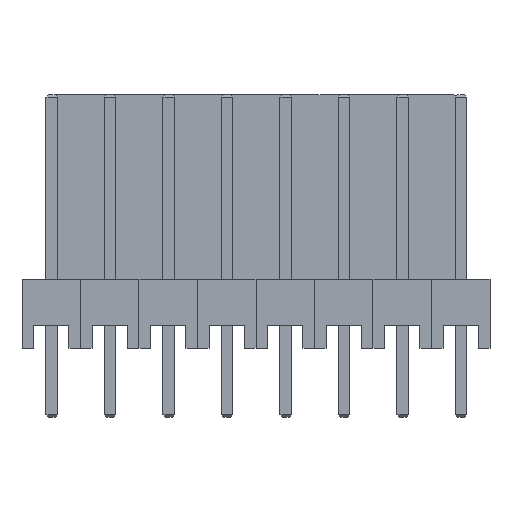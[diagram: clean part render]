
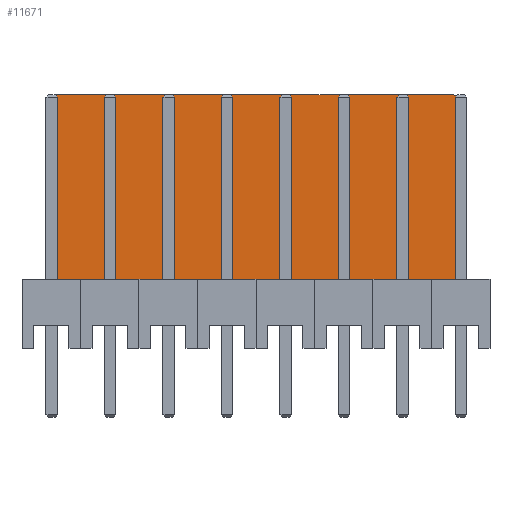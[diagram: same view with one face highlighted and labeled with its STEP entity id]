
A CAD part, front view. The second image highlights one B-rep face of the part: STEP entity #11671.
In plain terms, the highlighted face is planar.
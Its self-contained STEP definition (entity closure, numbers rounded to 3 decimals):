
#11321 = PLANE('',#11322);
#11322 = AXIS2_PLACEMENT_3D('',#11323,#11324,#11325);
#11323 = CARTESIAN_POINT('',(18.98,3.,0.));
#11324 = DIRECTION('',(-1.,0.,0.));
#11325 = DIRECTION('',(0.,1.,0.));
#11346 = VERTEX_POINT('',#11347);
#11347 = CARTESIAN_POINT('',(18.98,3.,1.));
#11361 = PLANE('',#11362);
#11362 = AXIS2_PLACEMENT_3D('',#11363,#11364,#11365);
#11363 = CARTESIAN_POINT('',(1.2,3.,0.));
#11364 = DIRECTION('',(0.,1.,0.));
#11365 = DIRECTION('',(1.,0.,0.));
#11373 = EDGE_CURVE('',#11346,#11374,#11376,.T.);
#11374 = VERTEX_POINT('',#11375);
#11375 = CARTESIAN_POINT('',(18.98,10.7,1.));
#11376 = SURFACE_CURVE('',#11377,(#11381,#11388),.PCURVE_S1.);
#11377 = LINE('',#11378,#11379);
#11378 = CARTESIAN_POINT('',(18.98,3.,1.));
#11379 = VECTOR('',#11380,1.);
#11380 = DIRECTION('',(0.,1.,0.));
#11381 = PCURVE('',#11321,#11382);
#11382 = DEFINITIONAL_REPRESENTATION('',(#11383),#11387);
#11383 = LINE('',#11384,#11385);
#11384 = CARTESIAN_POINT('',(0.,-1.));
#11385 = VECTOR('',#11386,1.);
#11386 = DIRECTION('',(1.,0.));
#11387 = ( GEOMETRIC_REPRESENTATION_CONTEXT(2) 
PARAMETRIC_REPRESENTATION_CONTEXT() REPRESENTATION_CONTEXT('2D SPACE',''
  ) );
#11388 = PCURVE('',#11389,#11394);
#11389 = PLANE('',#11390);
#11390 = AXIS2_PLACEMENT_3D('',#11391,#11392,#11393);
#11391 = CARTESIAN_POINT('',(18.98,3.,1.));
#11392 = DIRECTION('',(0.,0.,-1.));
#11393 = DIRECTION('',(0.,1.,0.));
#11394 = DEFINITIONAL_REPRESENTATION('',(#11395),#11399);
#11395 = LINE('',#11396,#11397);
#11396 = CARTESIAN_POINT('',(0.,0.));
#11397 = VECTOR('',#11398,1.);
#11398 = DIRECTION('',(1.,0.));
#11399 = ( GEOMETRIC_REPRESENTATION_CONTEXT(2) 
PARAMETRIC_REPRESENTATION_CONTEXT() REPRESENTATION_CONTEXT('2D SPACE',''
  ) );
#11415 = CYLINDRICAL_SURFACE('',#11416,0.3);
#11416 = AXIS2_PLACEMENT_3D('',#11417,#11418,#11419);
#11417 = CARTESIAN_POINT('',(18.68,10.7,0.));
#11418 = DIRECTION('',(0.,0.,1.));
#11419 = DIRECTION('',(1.,0.,-0.));
#11470 = PLANE('',#11471);
#11471 = AXIS2_PLACEMENT_3D('',#11472,#11473,#11474);
#11472 = CARTESIAN_POINT('',(1.2,11.,0.));
#11473 = DIRECTION('',(1.,0.,0.));
#11474 = DIRECTION('',(0.,-1.,0.));
#11503 = CYLINDRICAL_SURFACE('',#11504,0.3);
#11504 = AXIS2_PLACEMENT_3D('',#11505,#11506,#11507);
#11505 = CARTESIAN_POINT('',(1.5,10.7,0.));
#11506 = DIRECTION('',(0.,0.,1.));
#11507 = DIRECTION('',(-0.,1.,0.));
#11531 = PLANE('',#11532);
#11532 = AXIS2_PLACEMENT_3D('',#11533,#11534,#11535);
#11533 = CARTESIAN_POINT('',(18.98,11.,0.));
#11534 = DIRECTION('',(0.,-1.,0.));
#11535 = DIRECTION('',(-1.,0.,0.));
#11574 = VERTEX_POINT('',#11575);
#11575 = CARTESIAN_POINT('',(18.68,11.,1.));
#11596 = EDGE_CURVE('',#11374,#11574,#11597,.T.);
#11597 = SURFACE_CURVE('',#11598,(#11603,#11610),.PCURVE_S1.);
#11598 = CIRCLE('',#11599,0.3);
#11599 = AXIS2_PLACEMENT_3D('',#11600,#11601,#11602);
#11600 = CARTESIAN_POINT('',(18.68,10.7,1.));
#11601 = DIRECTION('',(0.,0.,1.));
#11602 = DIRECTION('',(0.,-1.,0.));
#11603 = PCURVE('',#11415,#11604);
#11604 = DEFINITIONAL_REPRESENTATION('',(#11605),#11609);
#11605 = LINE('',#11606,#11607);
#11606 = CARTESIAN_POINT('',(-1.571,1.));
#11607 = VECTOR('',#11608,1.);
#11608 = DIRECTION('',(1.,0.));
#11609 = ( GEOMETRIC_REPRESENTATION_CONTEXT(2) 
PARAMETRIC_REPRESENTATION_CONTEXT() REPRESENTATION_CONTEXT('2D SPACE',''
  ) );
#11610 = PCURVE('',#11389,#11611);
#11611 = DEFINITIONAL_REPRESENTATION('',(#11612),#11620);
#11612 = ( BOUNDED_CURVE() B_SPLINE_CURVE(2,(#11613,#11614,#11615,#11616
    ,#11617,#11618,#11619),.UNSPECIFIED.,.F.,.F.) 
B_SPLINE_CURVE_WITH_KNOTS((1,2,2,2,2,1),(-2.094,0.,
    2.094,4.189,6.283,8.378),
.UNSPECIFIED.) CURVE() GEOMETRIC_REPRESENTATION_ITEM() 
RATIONAL_B_SPLINE_CURVE((1.,0.5,1.,0.5,1.,0.5,1.)) REPRESENTATION_ITEM(
  '') );
#11613 = CARTESIAN_POINT('',(7.4,-0.3));
#11614 = CARTESIAN_POINT('',(7.4,0.22));
#11615 = CARTESIAN_POINT('',(7.85,-0.04));
#11616 = CARTESIAN_POINT('',(8.3,-0.3));
#11617 = CARTESIAN_POINT('',(7.85,-0.56));
#11618 = CARTESIAN_POINT('',(7.4,-0.82));
#11619 = CARTESIAN_POINT('',(7.4,-0.3));
#11620 = ( GEOMETRIC_REPRESENTATION_CONTEXT(2) 
PARAMETRIC_REPRESENTATION_CONTEXT() REPRESENTATION_CONTEXT('2D SPACE',''
  ) );
#11627 = VERTEX_POINT('',#11628);
#11628 = CARTESIAN_POINT('',(1.2,3.,1.));
#11649 = EDGE_CURVE('',#11627,#11346,#11650,.T.);
#11650 = SURFACE_CURVE('',#11651,(#11655,#11662),.PCURVE_S1.);
#11651 = LINE('',#11652,#11653);
#11652 = CARTESIAN_POINT('',(1.2,3.,1.));
#11653 = VECTOR('',#11654,1.);
#11654 = DIRECTION('',(1.,0.,0.));
#11655 = PCURVE('',#11361,#11656);
#11656 = DEFINITIONAL_REPRESENTATION('',(#11657),#11661);
#11657 = LINE('',#11658,#11659);
#11658 = CARTESIAN_POINT('',(0.,-1.));
#11659 = VECTOR('',#11660,1.);
#11660 = DIRECTION('',(1.,0.));
#11661 = ( GEOMETRIC_REPRESENTATION_CONTEXT(2) 
PARAMETRIC_REPRESENTATION_CONTEXT() REPRESENTATION_CONTEXT('2D SPACE',''
  ) );
#11662 = PCURVE('',#11389,#11663);
#11663 = DEFINITIONAL_REPRESENTATION('',(#11664),#11668);
#11664 = LINE('',#11665,#11666);
#11665 = CARTESIAN_POINT('',(0.,-17.78));
#11666 = VECTOR('',#11667,1.);
#11667 = DIRECTION('',(0.,1.));
#11668 = ( GEOMETRIC_REPRESENTATION_CONTEXT(2) 
PARAMETRIC_REPRESENTATION_CONTEXT() REPRESENTATION_CONTEXT('2D SPACE',''
  ) );
#11671 = ADVANCED_FACE('',(#11672),#11389,.F.);
#11672 = FACE_BOUND('',#11673,.F.);
#11673 = EDGE_LOOP('',(#11674,#11675,#11676,#11699,#11727,#11748));
#11674 = ORIENTED_EDGE('',*,*,#11373,.F.);
#11675 = ORIENTED_EDGE('',*,*,#11649,.F.);
#11676 = ORIENTED_EDGE('',*,*,#11677,.F.);
#11677 = EDGE_CURVE('',#11678,#11627,#11680,.T.);
#11678 = VERTEX_POINT('',#11679);
#11679 = CARTESIAN_POINT('',(1.2,10.7,1.));
#11680 = SURFACE_CURVE('',#11681,(#11685,#11692),.PCURVE_S1.);
#11681 = LINE('',#11682,#11683);
#11682 = CARTESIAN_POINT('',(1.2,11.,1.));
#11683 = VECTOR('',#11684,1.);
#11684 = DIRECTION('',(0.,-1.,0.));
#11685 = PCURVE('',#11389,#11686);
#11686 = DEFINITIONAL_REPRESENTATION('',(#11687),#11691);
#11687 = LINE('',#11688,#11689);
#11688 = CARTESIAN_POINT('',(8.,-17.78));
#11689 = VECTOR('',#11690,1.);
#11690 = DIRECTION('',(-1.,0.));
#11691 = ( GEOMETRIC_REPRESENTATION_CONTEXT(2) 
PARAMETRIC_REPRESENTATION_CONTEXT() REPRESENTATION_CONTEXT('2D SPACE',''
  ) );
#11692 = PCURVE('',#11470,#11693);
#11693 = DEFINITIONAL_REPRESENTATION('',(#11694),#11698);
#11694 = LINE('',#11695,#11696);
#11695 = CARTESIAN_POINT('',(0.,-1.));
#11696 = VECTOR('',#11697,1.);
#11697 = DIRECTION('',(1.,0.));
#11698 = ( GEOMETRIC_REPRESENTATION_CONTEXT(2) 
PARAMETRIC_REPRESENTATION_CONTEXT() REPRESENTATION_CONTEXT('2D SPACE',''
  ) );
#11699 = ORIENTED_EDGE('',*,*,#11700,.F.);
#11700 = EDGE_CURVE('',#11701,#11678,#11703,.T.);
#11701 = VERTEX_POINT('',#11702);
#11702 = CARTESIAN_POINT('',(1.5,11.,1.));
#11703 = SURFACE_CURVE('',#11704,(#11709,#11720),.PCURVE_S1.);
#11704 = CIRCLE('',#11705,0.3);
#11705 = AXIS2_PLACEMENT_3D('',#11706,#11707,#11708);
#11706 = CARTESIAN_POINT('',(1.5,10.7,1.));
#11707 = DIRECTION('',(0.,0.,1.));
#11708 = DIRECTION('',(0.,-1.,0.));
#11709 = PCURVE('',#11389,#11710);
#11710 = DEFINITIONAL_REPRESENTATION('',(#11711),#11719);
#11711 = ( BOUNDED_CURVE() B_SPLINE_CURVE(2,(#11712,#11713,#11714,#11715
    ,#11716,#11717,#11718),.UNSPECIFIED.,.F.,.F.) 
B_SPLINE_CURVE_WITH_KNOTS((1,2,2,2,2,1),(-2.094,0.,
    2.094,4.189,6.283,8.378),
.UNSPECIFIED.) CURVE() GEOMETRIC_REPRESENTATION_ITEM() 
RATIONAL_B_SPLINE_CURVE((1.,0.5,1.,0.5,1.,0.5,1.)) REPRESENTATION_ITEM(
  '') );
#11712 = CARTESIAN_POINT('',(7.4,-17.48));
#11713 = CARTESIAN_POINT('',(7.4,-16.96));
#11714 = CARTESIAN_POINT('',(7.85,-17.22));
#11715 = CARTESIAN_POINT('',(8.3,-17.48));
#11716 = CARTESIAN_POINT('',(7.85,-17.74));
#11717 = CARTESIAN_POINT('',(7.4,-18.));
#11718 = CARTESIAN_POINT('',(7.4,-17.48));
#11719 = ( GEOMETRIC_REPRESENTATION_CONTEXT(2) 
PARAMETRIC_REPRESENTATION_CONTEXT() REPRESENTATION_CONTEXT('2D SPACE',''
  ) );
#11720 = PCURVE('',#11503,#11721);
#11721 = DEFINITIONAL_REPRESENTATION('',(#11722),#11726);
#11722 = LINE('',#11723,#11724);
#11723 = CARTESIAN_POINT('',(-3.142,1.));
#11724 = VECTOR('',#11725,1.);
#11725 = DIRECTION('',(1.,0.));
#11726 = ( GEOMETRIC_REPRESENTATION_CONTEXT(2) 
PARAMETRIC_REPRESENTATION_CONTEXT() REPRESENTATION_CONTEXT('2D SPACE',''
  ) );
#11727 = ORIENTED_EDGE('',*,*,#11728,.F.);
#11728 = EDGE_CURVE('',#11574,#11701,#11729,.T.);
#11729 = SURFACE_CURVE('',#11730,(#11734,#11741),.PCURVE_S1.);
#11730 = LINE('',#11731,#11732);
#11731 = CARTESIAN_POINT('',(18.98,11.,1.));
#11732 = VECTOR('',#11733,1.);
#11733 = DIRECTION('',(-1.,0.,0.));
#11734 = PCURVE('',#11389,#11735);
#11735 = DEFINITIONAL_REPRESENTATION('',(#11736),#11740);
#11736 = LINE('',#11737,#11738);
#11737 = CARTESIAN_POINT('',(8.,0.));
#11738 = VECTOR('',#11739,1.);
#11739 = DIRECTION('',(0.,-1.));
#11740 = ( GEOMETRIC_REPRESENTATION_CONTEXT(2) 
PARAMETRIC_REPRESENTATION_CONTEXT() REPRESENTATION_CONTEXT('2D SPACE',''
  ) );
#11741 = PCURVE('',#11531,#11742);
#11742 = DEFINITIONAL_REPRESENTATION('',(#11743),#11747);
#11743 = LINE('',#11744,#11745);
#11744 = CARTESIAN_POINT('',(0.,-1.));
#11745 = VECTOR('',#11746,1.);
#11746 = DIRECTION('',(1.,0.));
#11747 = ( GEOMETRIC_REPRESENTATION_CONTEXT(2) 
PARAMETRIC_REPRESENTATION_CONTEXT() REPRESENTATION_CONTEXT('2D SPACE',''
  ) );
#11748 = ORIENTED_EDGE('',*,*,#11596,.F.);
